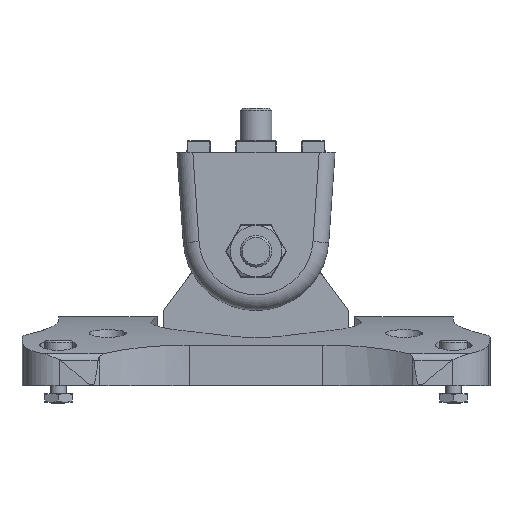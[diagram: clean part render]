
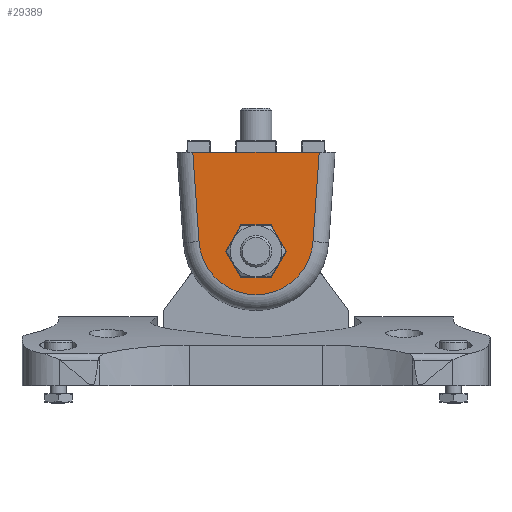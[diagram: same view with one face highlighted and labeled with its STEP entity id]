
A CAD part, front view. The second image highlights one B-rep face of the part: STEP entity #29389.
In plain terms, the highlighted planar face has unit normal (0, -1, 0).
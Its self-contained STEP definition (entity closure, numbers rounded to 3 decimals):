
#1264=LINE('',#54195,#3851);
#1280=LINE('',#54286,#3867);
#1281=LINE('',#54290,#3868);
#1282=LINE('',#54291,#3869);
#1283=LINE('',#54294,#3870);
#1284=LINE('',#54296,#3871);
#1285=LINE('',#54298,#3872);
#1286=LINE('',#54300,#3873);
#1287=LINE('',#54302,#3874);
#3851=VECTOR('',#44757,1000.);
#3867=VECTOR('',#44791,1000.);
#3868=VECTOR('',#44794,1000.);
#3869=VECTOR('',#44795,1000.);
#3870=VECTOR('',#44796,1000.);
#3871=VECTOR('',#44797,1000.);
#3872=VECTOR('',#44798,1000.);
#3873=VECTOR('',#44799,1000.);
#3874=VECTOR('',#44800,1000.);
#6339=PLANE('',#41161);
#7182=CIRCLE('',#41162,14.448);
#9159=ORIENTED_EDGE('',*,*,#17764,.F.);
#9160=ORIENTED_EDGE('',*,*,#17791,.T.);
#9161=ORIENTED_EDGE('',*,*,#17792,.F.);
#9162=ORIENTED_EDGE('',*,*,#17793,.F.);
#9163=ORIENTED_EDGE('',*,*,#17794,.T.);
#9164=ORIENTED_EDGE('',*,*,#17795,.T.);
#9165=ORIENTED_EDGE('',*,*,#17796,.T.);
#9166=ORIENTED_EDGE('',*,*,#17797,.T.);
#9167=ORIENTED_EDGE('',*,*,#17798,.T.);
#9168=ORIENTED_EDGE('',*,*,#17799,.T.);
#17764=EDGE_CURVE('',#22133,#22126,#1264,.T.);
#17791=EDGE_CURVE('',#22133,#22158,#1280,.T.);
#17792=EDGE_CURVE('',#22159,#22158,#7182,.T.);
#17793=EDGE_CURVE('',#22126,#22159,#1281,.T.);
#17794=EDGE_CURVE('',#22160,#22161,#1282,.T.);
#17795=EDGE_CURVE('',#22161,#22162,#1283,.T.);
#17796=EDGE_CURVE('',#22162,#22163,#1284,.T.);
#17797=EDGE_CURVE('',#22163,#22164,#1285,.T.);
#17798=EDGE_CURVE('',#22164,#22165,#1286,.T.);
#17799=EDGE_CURVE('',#22165,#22160,#1287,.T.);
#22126=VERTEX_POINT('',#54181);
#22133=VERTEX_POINT('',#54194);
#22158=VERTEX_POINT('',#54287);
#22159=VERTEX_POINT('',#54289);
#22160=VERTEX_POINT('',#54292);
#22161=VERTEX_POINT('',#54293);
#22162=VERTEX_POINT('',#54295);
#22163=VERTEX_POINT('',#54297);
#22164=VERTEX_POINT('',#54299);
#22165=VERTEX_POINT('',#54301);
#25538=EDGE_LOOP('',(#9159,#9160,#9161,#9162));
#25539=EDGE_LOOP('',(#9163,#9164,#9165,#9166,#9167,#9168));
#27439=FACE_BOUND('',#25538,.T.);
#27440=FACE_BOUND('',#25539,.T.);
#29389=ADVANCED_FACE('',(#27439,#27440),#6339,.F.);
#41161=AXIS2_PLACEMENT_3D('',#54285,#44789,#44790);
#41162=AXIS2_PLACEMENT_3D('',#54288,#44792,#44793);
#44757=DIRECTION('',(0.,0.,-1.));
#44789=DIRECTION('',(0.,1.,0.));
#44790=DIRECTION('',(0.,0.,1.));
#44791=DIRECTION('',(-0.998,0.,-0.07));
#44792=DIRECTION('',(0.,1.,0.));
#44793=DIRECTION('',(0.,0.,1.));
#44794=DIRECTION('',(-0.998,0.,0.07));
#44795=DIRECTION('',(0.,0.,1.));
#44796=DIRECTION('',(0.866,0.,0.5));
#44797=DIRECTION('',(0.866,0.,-0.5));
#44798=DIRECTION('',(0.,0.,-1.));
#44799=DIRECTION('',(-0.866,0.,-0.5));
#44800=DIRECTION('',(-0.866,0.,0.5));
#54181=CARTESIAN_POINT('',(25.,-20.,-15.99));
#54194=CARTESIAN_POINT('',(25.,-20.,15.99));
#54195=CARTESIAN_POINT('',(25.,-20.,24.986));
#54285=CARTESIAN_POINT('',(3.448,-20.,0.));
#54286=CARTESIAN_POINT('',(26.382,-20.,16.087));
#54287=CARTESIAN_POINT('',(2.44,-20.,14.413));
#54288=CARTESIAN_POINT('',(3.448,-20.,0.));
#54289=CARTESIAN_POINT('',(2.44,-20.,-14.413));
#54290=CARTESIAN_POINT('',(26.382,-20.,-16.087));
#54291=CARTESIAN_POINT('',(-6.65,-20.,-3.839));
#54292=CARTESIAN_POINT('',(-6.65,-20.,-3.839));
#54293=CARTESIAN_POINT('',(-6.65,-20.,3.839));
#54294=CARTESIAN_POINT('',(-6.65,-20.,3.839));
#54295=CARTESIAN_POINT('',(0.,-20.,7.679));
#54296=CARTESIAN_POINT('',(0.,-20.,7.679));
#54297=CARTESIAN_POINT('',(6.65,-20.,3.839));
#54298=CARTESIAN_POINT('',(6.65,-20.,3.839));
#54299=CARTESIAN_POINT('',(6.65,-20.,-3.839));
#54300=CARTESIAN_POINT('',(6.65,-20.,-3.839));
#54301=CARTESIAN_POINT('',(0.,-20.,-7.679));
#54302=CARTESIAN_POINT('',(0.,-20.,-7.679));
